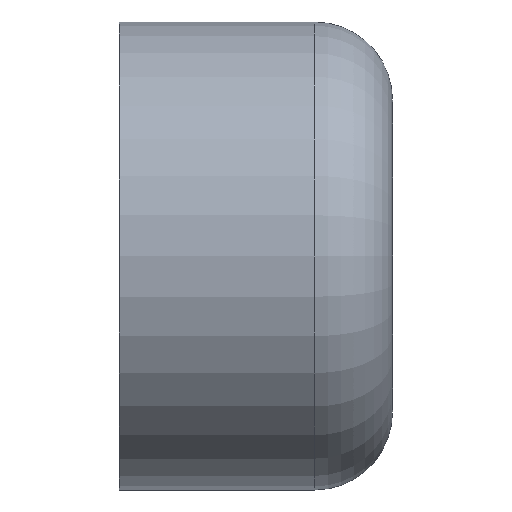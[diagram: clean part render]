
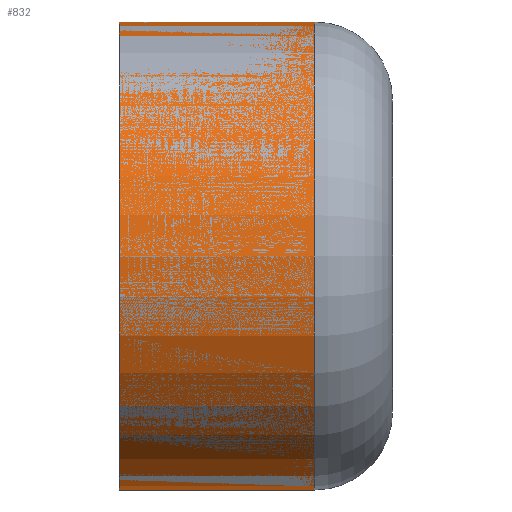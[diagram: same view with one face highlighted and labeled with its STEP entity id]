
A CAD part, front view. The second image highlights one B-rep face of the part: STEP entity #832.
In plain terms, the highlighted cylindrical face has radius 38.1 mm (diameter 76.2 mm), a partial arc.
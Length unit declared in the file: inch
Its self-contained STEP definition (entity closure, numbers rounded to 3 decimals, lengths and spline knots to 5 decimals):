
#37=DIRECTION('',(1.,0.,0.));
#38=VECTOR('',#37,1.25);
#39=CARTESIAN_POINT('',(0.,0.,-1.5));
#40=LINE('',#39,#38);
#41=CARTESIAN_POINT('',(1.25,0.,0.));
#42=DIRECTION('',(1.,0.,0.));
#43=DIRECTION('',(0.,0.,1.));
#44=AXIS2_PLACEMENT_3D('',#41,#42,#43);
#46=DIRECTION('',(1.,0.,0.));
#47=VECTOR('',#46,1.25);
#48=CARTESIAN_POINT('',(0.,0.,1.5));
#49=LINE('',#48,#47);
#55=CARTESIAN_POINT('',(0.,0.,0.));
#56=DIRECTION('',(1.,0.,0.));
#57=DIRECTION('',(0.,0.,1.));
#58=AXIS2_PLACEMENT_3D('',#55,#56,#57);
#650=CARTESIAN_POINT('',(0.,0.,-1.5));
#651=CARTESIAN_POINT('',(0.,0.,1.5));
#652=VERTEX_POINT('',#650);
#653=VERTEX_POINT('',#651);
#658=CARTESIAN_POINT('',(1.25,0.,1.5));
#659=CARTESIAN_POINT('',(1.25,0.,-1.5));
#660=VERTEX_POINT('',#658);
#661=VERTEX_POINT('',#659);
#820=CARTESIAN_POINT('',(0.,0.,0.));
#821=DIRECTION('',(1.,0.,0.));
#822=DIRECTION('',(0.,0.,-1.));
#823=AXIS2_PLACEMENT_3D('',#820,#821,#822);
#824=CYLINDRICAL_SURFACE('',#823,1.5);
#825=ORIENTED_EDGE('',*,*,#785,.T.);
#826=ORIENTED_EDGE('',*,*,#815,.F.);
#828=ORIENTED_EDGE('',*,*,#827,.F.);
#829=ORIENTED_EDGE('',*,*,#811,.T.);
#830=EDGE_LOOP('',(#825,#826,#828,#829));
#831=FACE_OUTER_BOUND('',#830,.F.);
#832=ADVANCED_FACE('',(#831),#824,.T.);
#45=CIRCLE('',#44,1.5);
#59=CIRCLE('',#58,1.5);
#785=EDGE_CURVE('',#660,#661,#45,.T.);
#811=EDGE_CURVE('',#653,#660,#49,.T.);
#815=EDGE_CURVE('',#652,#661,#40,.T.);
#827=EDGE_CURVE('',#653,#652,#59,.T.);
